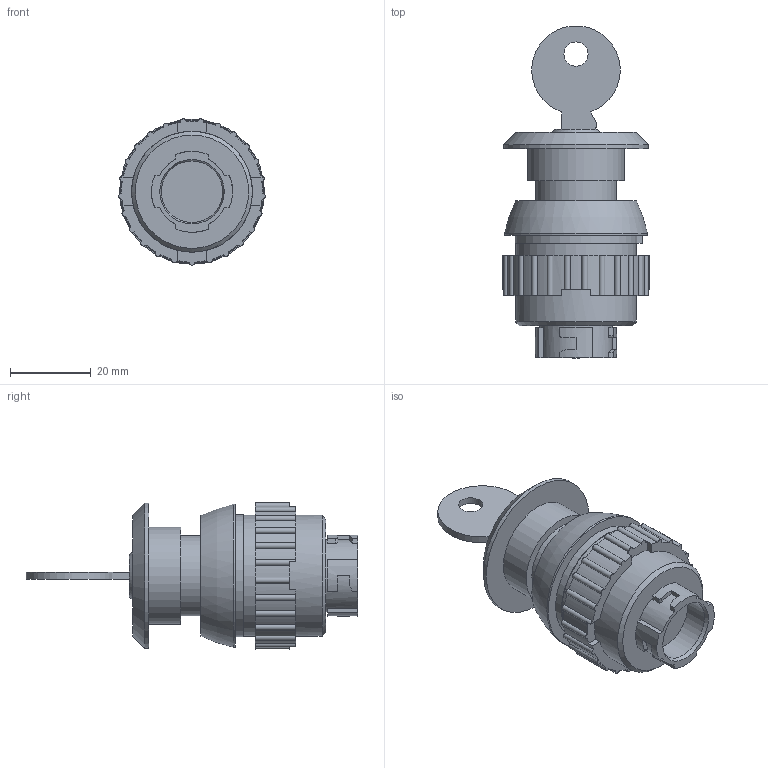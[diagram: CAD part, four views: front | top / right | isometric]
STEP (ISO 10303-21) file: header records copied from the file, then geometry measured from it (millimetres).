
FILE_DESCRIPTION(/* description */ ('STEP AP214'),/* implementation_level */ '2;1');
FILE_NAME(/* name */ '9300_PRS-30-RT',/* time_stamp */ '2024-09-13T19:36:24+02:00',/* author */ ('License CC BY-ND 4.0'),/* organization */ ('CADENAS'),/* preprocessor_version */ 'ST-DEVELOPER v19.3',/* originating_system */ 'PARTsolutions',/* authorisation */ ' ');
FILE_SCHEMA (('AUTOMOTIVE_DESIGN {1 0 10303 214 3 1 1}'));
Length unit declared in the file: millimetre
Products named in the file (1): 9300 PRS-30-RT
Bounding box: 36.43 x 82.46 x 36.36 mm (x, y, z)
Volume: 36449.6 mm3; surface area: 10157.5 mm2
Topology: 1 solids, 1 shells, 151 faces, 411 edges, 273 vertices
Faces by surface type: plane 73, cylinder 73, cone 4, torus 1
Full cylindrical faces by diameter (mm): 6 x1, 15.272 x1, 18 x1, 20 x1, 24 x1, 27.6 x1, 28 x1, 30 x2, 35.5 x1, 36 x1
Entity records: 5843 total; most frequent: DIRECTION 878, CARTESIAN_POINT 838, ORIENTED_EDGE 784, EDGE_CURVE 392, AXIS2_PLACEMENT_3D 342, VERTEX_POINT 270, LINE 194, VECTOR 194
